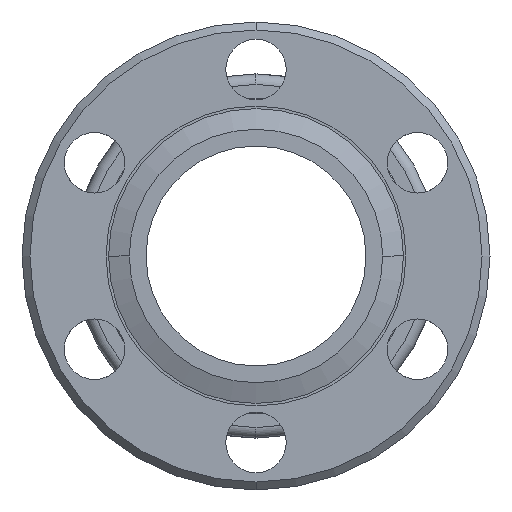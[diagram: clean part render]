
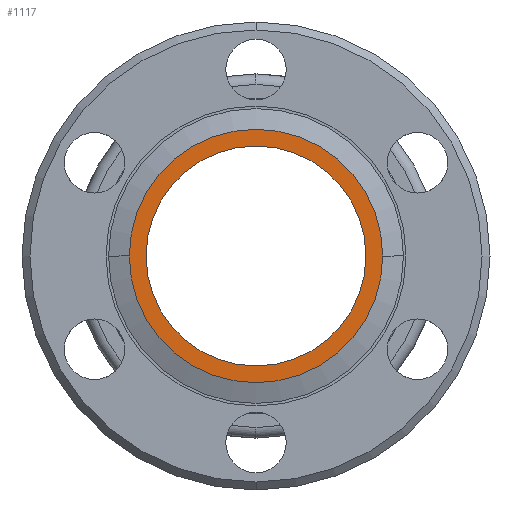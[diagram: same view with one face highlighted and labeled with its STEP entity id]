
A CAD part, front view. The second image highlights one B-rep face of the part: STEP entity #1117.
In plain terms, the highlighted planar face has unit normal (0, -1, 0).
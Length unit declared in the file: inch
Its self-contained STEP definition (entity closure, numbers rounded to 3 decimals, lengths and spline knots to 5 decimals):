
#131 = EDGE_CURVE ( 'NONE', #3192, #3513, #403, .T. ) ;
#151 = EDGE_CURVE ( 'NONE', #3396, #3083, #374, .T. ) ;
#160 = EDGE_CURVE ( 'NONE', #3513, #3192, #683, .T. ) ;
#374 = CIRCLE ( 'NONE', #910, 0.36 ) ;
#403 = CIRCLE ( 'NONE', #925, 0.3125 ) ;
#683 = CIRCLE ( 'NONE', #902, 0.3125 ) ;
#902 = AXIS2_PLACEMENT_3D ( 'NONE', #2607, #2606, #2605 ) ;
#910 = AXIS2_PLACEMENT_3D ( 'NONE', #2638, #2637, #2636 ) ;
#925 = AXIS2_PLACEMENT_3D ( 'NONE', #2730, #2729, #2728 ) ;
#1117 = ADVANCED_FACE ( 'NONE', ( #2983, #2975 ), #4524, .F. ) ;
#1765 = AXIS2_PLACEMENT_3D ( 'NONE', #4321, #4318, #4317 ) ;
#1816 = AXIS2_PLACEMENT_3D ( 'NONE', #4539, #4522, #4518 ) ;
#2605 = DIRECTION ( 'NONE',  ( 1., 0., 0. ) ) ;
#2606 = DIRECTION ( 'NONE',  ( 0., -1., 0. ) ) ;
#2607 = CARTESIAN_POINT ( 'NONE',  ( 0., -0.139, 0. ) ) ;
#2636 = DIRECTION ( 'NONE',  ( 1., 0., 0. ) ) ;
#2637 = DIRECTION ( 'NONE',  ( 0., -1., 0. ) ) ;
#2638 = CARTESIAN_POINT ( 'NONE',  ( 0., -0.139, 0. ) ) ;
#2728 = DIRECTION ( 'NONE',  ( 1., 0., 0. ) ) ;
#2729 = DIRECTION ( 'NONE',  ( 0., -1., 0. ) ) ;
#2730 = CARTESIAN_POINT ( 'NONE',  ( 0., -0.139, 0. ) ) ;
#2771 = CIRCLE ( 'NONE', #1765, 0.36 ) ;
#2975 = FACE_BOUND ( 'NONE', #3298, .T. ) ;
#2983 = FACE_OUTER_BOUND ( 'NONE', #3247, .T. ) ;
#3083 = VERTEX_POINT ( 'NONE', #4404 ) ;
#3192 = VERTEX_POINT ( 'NONE', #4364 ) ;
#3247 = EDGE_LOOP ( 'NONE', ( #3842, #3844 ) ) ;
#3298 = EDGE_LOOP ( 'NONE', ( #3850, #3852 ) ) ;
#3396 = VERTEX_POINT ( 'NONE', #4305 ) ;
#3513 = VERTEX_POINT ( 'NONE', #4260 ) ;
#3842 = ORIENTED_EDGE ( 'NONE', *, *, #151, .T. ) ;
#3844 = ORIENTED_EDGE ( 'NONE', *, *, #4133, .T. ) ;
#3850 = ORIENTED_EDGE ( 'NONE', *, *, #131, .F. ) ;
#3852 = ORIENTED_EDGE ( 'NONE', *, *, #160, .F. ) ;
#4133 = EDGE_CURVE ( 'NONE', #3083, #3396, #2771, .T. ) ;
#4260 = CARTESIAN_POINT ( 'NONE',  ( -0.3125, -0.139, 0. ) ) ;
#4305 = CARTESIAN_POINT ( 'NONE',  ( 0.36, -0.139, 0. ) ) ;
#4317 = DIRECTION ( 'NONE',  ( 1., 0., 0. ) ) ;
#4318 = DIRECTION ( 'NONE',  ( 0., -1., 0. ) ) ;
#4321 = CARTESIAN_POINT ( 'NONE',  ( 0., -0.139, 0. ) ) ;
#4364 = CARTESIAN_POINT ( 'NONE',  ( 0.3125, -0.139, 0. ) ) ;
#4404 = CARTESIAN_POINT ( 'NONE',  ( -0.36, -0.139, 0. ) ) ;
#4518 = DIRECTION ( 'NONE',  ( -1., 0., 0. ) ) ;
#4522 = DIRECTION ( 'NONE',  ( 0., 1., 0. ) ) ;
#4524 = PLANE ( 'NONE',  #1816 ) ;
#4539 = CARTESIAN_POINT ( 'NONE',  ( -0.2843, -0.139, 0.12973 ) ) ;
